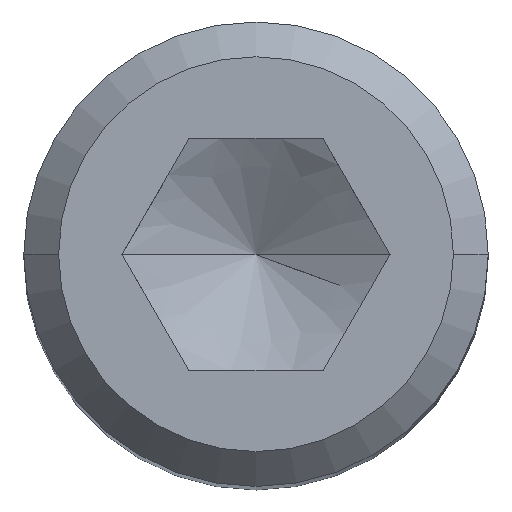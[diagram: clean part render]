
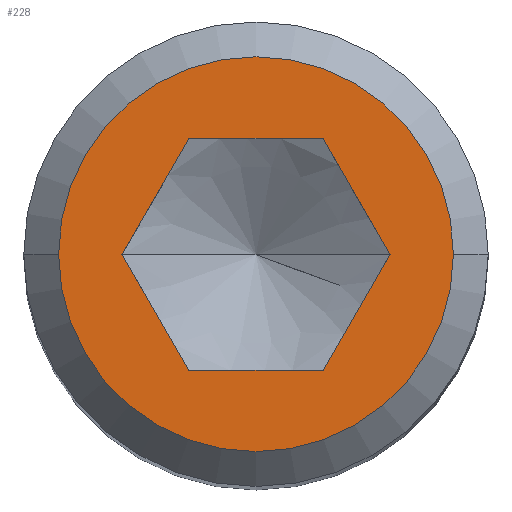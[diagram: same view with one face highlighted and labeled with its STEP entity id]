
A CAD part, top view. The second image highlights one B-rep face of the part: STEP entity #228.
In plain terms, the highlighted planar face has unit normal (0, 0, 1).
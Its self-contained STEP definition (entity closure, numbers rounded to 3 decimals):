
#112=EDGE_CURVE('',#194,#212,#297,.T.);
#136=VERTEX_POINT('',#324);
#154=EDGE_CURVE('',#262,#180,#343,.T.);
#158=EDGE_CURVE('',#252,#238,#348,.T.);
#174=EDGE_CURVE('',#180,#224,#366,.T.);
#176=EDGE_CURVE('',#212,#194,#368,.T.);
#180=VERTEX_POINT('',#373);
#194=VERTEX_POINT('',#388);
#212=VERTEX_POINT('',#408);
#216=EDGE_CURVE('',#224,#252,#412,.T.);
#224=VERTEX_POINT('',#420);
#228=ADVANCED_FACE('',(#424,#425),#426,.T.);
#238=VERTEX_POINT('',#437);
#252=VERTEX_POINT('',#451);
#256=EDGE_CURVE('',#136,#262,#456,.T.);
#262=VERTEX_POINT('',#463);
#274=EDGE_CURVE('',#238,#136,#478,.T.);
#297=CIRCLE('',#493,5.1);
#324=CARTESIAN_POINT('',(-1.732,-3.0,63.));
#343=LINE('',#562,#563);
#348=LINE('',#569,#570);
#366=LINE('',#604,#605);
#368=CIRCLE('',#608,5.1);
#373=CARTESIAN_POINT('',(-1.732,3.0,63.));
#388=CARTESIAN_POINT('',(5.1,0.,63.0));
#408=CARTESIAN_POINT('',(-5.1,0.,63.0));
#412=LINE('',#677,#678);
#420=CARTESIAN_POINT('',(1.732,3.0,63.));
#424=FACE_BOUND('',#695,.T.);
#425=FACE_OUTER_BOUND('',#696,.T.);
#426=PLANE('',#697);
#437=CARTESIAN_POINT('',(1.732,-3.0,63.));
#451=CARTESIAN_POINT('',(3.464,0.0,63.));
#456=LINE('',#758,#759);
#463=CARTESIAN_POINT('',(-3.464,0.0,63.));
#478=LINE('',#786,#787);
#493=AXIS2_PLACEMENT_3D('',#800,#801,#802);
#562=CARTESIAN_POINT('',(-2.165,2.25,63.));
#563=VECTOR('',#857,1.0);
#569=CARTESIAN_POINT('',(2.165,-2.25,63.));
#570=VECTOR('',#865,1.0);
#604=CARTESIAN_POINT('',(0.866,3.0,63.));
#605=VECTOR('',#887,1.0);
#608=AXIS2_PLACEMENT_3D('',#888,#889,#890);
#677=CARTESIAN_POINT('',(3.031,0.75,63.));
#678=VECTOR('',#929,1.0);
#695=EDGE_LOOP('',(#936,#937,#938,#939,#940,#941));
#696=EDGE_LOOP('',(#942,#943));
#697=AXIS2_PLACEMENT_3D('',#944,#945,#946);
#758=CARTESIAN_POINT('',(-3.031,-0.75,63.));
#759=VECTOR('',#968,1.0);
#786=CARTESIAN_POINT('',(-0.866,-3.0,63.));
#787=VECTOR('',#1003,1.0);
#800=CARTESIAN_POINT('',(0.,0.,63.0));
#801=DIRECTION('',(0.,0.,1.0));
#802=DIRECTION('',(-1.0,0.,0.));
#857=DIRECTION('',(0.5,0.866,0.0));
#865=DIRECTION('',(-0.5,-0.866,0.0));
#887=DIRECTION('',(1.0,0.0,0.0));
#888=CARTESIAN_POINT('',(0.,0.,63.0));
#889=DIRECTION('',(0.,0.,1.0));
#890=DIRECTION('',(-1.0,0.,0.));
#929=DIRECTION('',(0.5,-0.866,0.0));
#936=ORIENTED_EDGE('',*,*,#256,.T.);
#937=ORIENTED_EDGE('',*,*,#154,.T.);
#938=ORIENTED_EDGE('',*,*,#174,.T.);
#939=ORIENTED_EDGE('',*,*,#216,.T.);
#940=ORIENTED_EDGE('',*,*,#158,.T.);
#941=ORIENTED_EDGE('',*,*,#274,.T.);
#942=ORIENTED_EDGE('',*,*,#176,.T.);
#943=ORIENTED_EDGE('',*,*,#112,.T.);
#944=CARTESIAN_POINT('',(-2.55,0.,63.0));
#945=DIRECTION('',(0.,0.,1.0));
#946=DIRECTION('',(-1.0,0.,0.0));
#968=DIRECTION('',(-0.5,0.866,0.0));
#1003=DIRECTION('',(-1.0,0.0,0.0));
